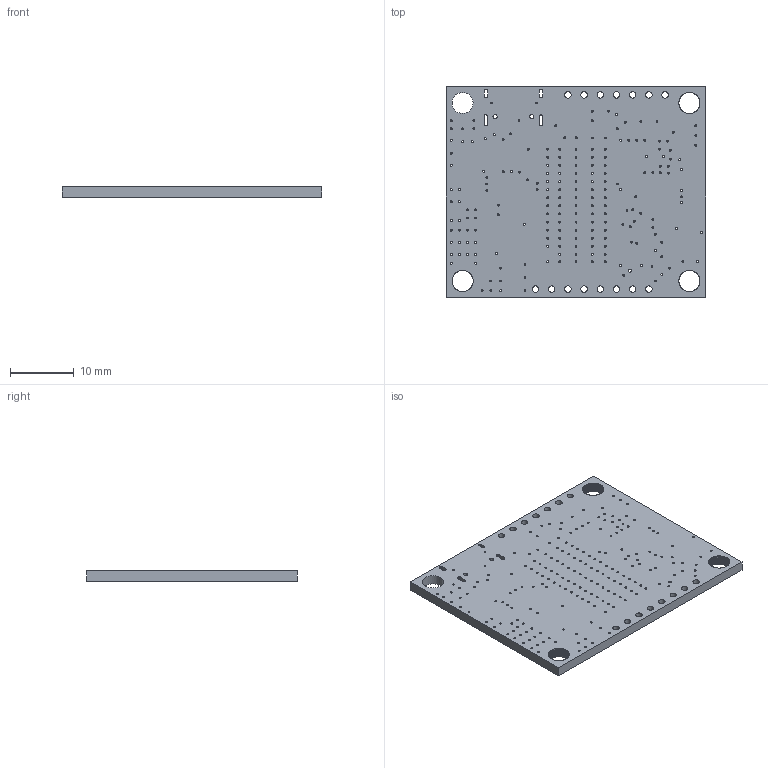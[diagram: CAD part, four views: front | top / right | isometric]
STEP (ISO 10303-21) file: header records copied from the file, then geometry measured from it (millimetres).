
FILE_DESCRIPTION(/* description */ (''),/* implementation_level */ '2;1');
FILE_NAME(/* name */ 'SparkFun GPS NEO_M9N_uFL v1.step',/* time_stamp */ '2022-11-07T21:41:33-06:00',/* author */ (''),/* organization */ (''),/* preprocessor_version */ 'ST-DEVELOPER v19.2',/* originating_system */ 'Autodesk Translation Framework v11.17.0.187',/* authorisation */ '');
FILE_SCHEMA (('AUTOMOTIVE_DESIGN { 1 0 10303 214 3 1 1 }'));
Length unit declared in the file: millimetre
Products named in the file (2): SparkFun GPS NEO_M9N_uFL; Board
Assembly tree (1 placements, depth 2):
  SparkFun GPS NEO_M9N_uFL
    Board
Bounding box: 40.64 x 32.99 x 1.57 mm (x, y, z)
Volume: 2002.4 mm3; surface area: 3263.6 mm2
Topology: 1 solids, 1 shells, 1017 faces, 3045 edges, 2030 vertices
Faces by surface type: plane 692, cylinder 325
Full cylindrical faces by diameter (mm): 0.305 x206, 0.508 x1, 1.016 x15, 3.302 x1
Entity records: 35187 total; most frequent: CARTESIAN_POINT 6096, ORIENTED_EDGE 6090, DIRECTION 5737, EDGE_CURVE 3045, LINE 2395, VECTOR 2395, VERTEX_POINT 2030, AXIS2_PLACEMENT_3D 1671
